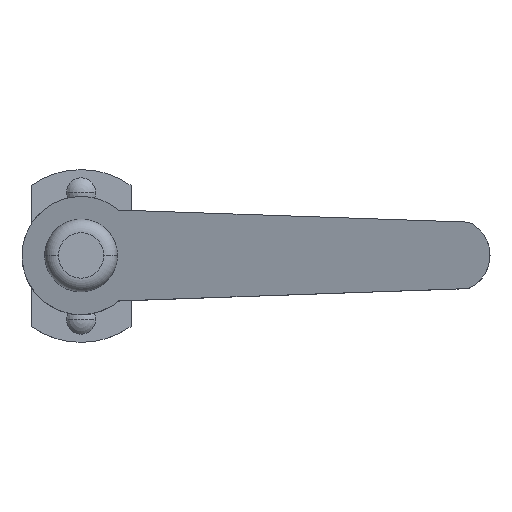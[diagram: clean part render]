
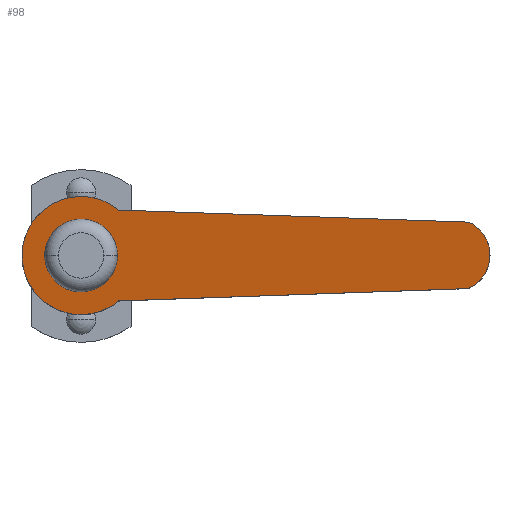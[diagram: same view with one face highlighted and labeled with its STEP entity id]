
A CAD part, top view. The second image highlights one B-rep face of the part: STEP entity #98.
In plain terms, the highlighted planar face has unit normal (-0.259, 0, 0.966).
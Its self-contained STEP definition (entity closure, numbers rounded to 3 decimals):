
#98=ADVANCED_FACE('',(#217,#218),#219,.T.);
#217=FACE_OUTER_BOUND('',#362,.T.);
#218=FACE_BOUND('',#363,.T.);
#219=PLANE('',#364);
#362=EDGE_LOOP('',(#577,#578,#579,#580,#581,#582));
#363=EDGE_LOOP('',(#583,#584,#585,#586));
#364=AXIS2_PLACEMENT_3D('',#587,#588,#589);
#577=ORIENTED_EDGE('',*,*,#905,.T.);
#578=ORIENTED_EDGE('',*,*,#906,.T.);
#579=ORIENTED_EDGE('',*,*,#907,.T.);
#580=ORIENTED_EDGE('',*,*,#874,.T.);
#581=ORIENTED_EDGE('',*,*,#908,.T.);
#582=ORIENTED_EDGE('',*,*,#909,.T.);
#583=ORIENTED_EDGE('',*,*,#894,.F.);
#584=ORIENTED_EDGE('',*,*,#910,.T.);
#585=ORIENTED_EDGE('',*,*,#888,.T.);
#586=ORIENTED_EDGE('',*,*,#911,.F.);
#587=CARTESIAN_POINT('',(-8.5,-7.5,19.665));
#588=DIRECTION('',(-0.259,0.0,0.966));
#589=DIRECTION('',(0.0,-1.0,0.0));
#874=EDGE_CURVE('',#1047,#1051,#1053,.T.);
#888=EDGE_CURVE('',#1071,#1073,#1075,.F.);
#894=EDGE_CURVE('',#1083,#1078,#1085,.T.);
#905=EDGE_CURVE('',#1101,#1102,#1103,.T.);
#906=EDGE_CURVE('',#1102,#1104,#1105,.F.);
#907=EDGE_CURVE('',#1104,#1047,#1106,.T.);
#908=EDGE_CURVE('',#1051,#1107,#1108,.T.);
#909=EDGE_CURVE('',#1107,#1101,#1109,.F.);
#910=EDGE_CURVE('',#1083,#1071,#1110,.F.);
#911=EDGE_CURVE('',#1078,#1073,#1111,.T.);
#1047=VERTEX_POINT('',#1314);
#1051=VERTEX_POINT('',#1319);
#1053=ELLIPSE('',#1322,6.729,6.5);
#1071=VERTEX_POINT('',#1426);
#1073=VERTEX_POINT('',#1429);
#1075=ELLIPSE('',#1431,4.141,4.0);
#1078=VERTEX_POINT('',#1434);
#1083=VERTEX_POINT('',#1439);
#1085=B_SPLINE_CURVE_WITH_KNOTS('',3,(#1441,#1442,#1443,#1444,#1445,#1446,#1447,#1448,#1449,#1450,#1451,#1452,#1453,#1454,#1455,#1456,#1457,#1458,#1459,#1460,#1461,#1462,#1463),.UNSPECIFIED.,.F.,.F.,(4,2,2,2,2,3,2,2,2,2,4),(-2.279,-1.887,-1.415,-0.943,-0.472,0.0,0.472,0.943,1.415,1.887,2.279),.UNSPECIFIED.);
#1101=VERTEX_POINT('',#1481);
#1102=VERTEX_POINT('',#1482);
#1103=ELLIPSE('',#1483,4.141,4.0);
#1104=VERTEX_POINT('',#1484);
#1105=LINE('',#1485,#1486);
#1106=ELLIPSE('',#1487,6.729,6.5);
#1107=VERTEX_POINT('',#1488);
#1108=ELLIPSE('',#1489,6.729,6.5);
#1109=LINE('',#1490,#1491);
#1110=ELLIPSE('',#1492,4.141,4.0);
#1111=B_SPLINE_CURVE_WITH_KNOTS('',3,(#1493,#1494,#1495,#1496,#1497,#1498,#1499,#1500,#1501,#1502,#1503,#1504,#1505,#1506,#1507,#1508,#1509,#1510,#1511,#1512,#1513,#1514,#1515),.UNSPECIFIED.,.F.,.F.,(4,2,2,2,2,3,2,2,2,2,4),(-2.279,-1.887,-1.415,-0.943,-0.472,0.0,0.472,0.943,1.415,1.887,2.279),.UNSPECIFIED.);
#1314=CARTESIAN_POINT('',(0.,6.5,21.943));
#1319=CARTESIAN_POINT('',(0.,-6.5,21.943));
#1322=AXIS2_PLACEMENT_3D('',#1801,#1802,#1803);
#1426=CARTESIAN_POINT('',(-4.0,0.,20.871));
#1429=CARTESIAN_POINT('',(3.946,0.652,23.0));
#1431=AXIS2_PLACEMENT_3D('',#1823,#1824,#1825);
#1434=CARTESIAN_POINT('',(4.,0.,23.014));
#1439=CARTESIAN_POINT('',(3.946,-0.652,23.0));
#1441=CARTESIAN_POINT('',(3.292,-2.254,22.825));
#1442=CARTESIAN_POINT('',(3.374,-2.139,22.847));
#1443=CARTESIAN_POINT('',(3.449,-2.018,22.867));
#1444=CARTESIAN_POINT('',(3.588,-1.768,22.904));
#1445=CARTESIAN_POINT('',(3.659,-1.621,22.923));
#1446=CARTESIAN_POINT('',(3.782,-1.312,22.956));
#1447=CARTESIAN_POINT('',(3.835,-1.15,22.97));
#1448=CARTESIAN_POINT('',(3.919,-0.821,22.993));
#1449=CARTESIAN_POINT('',(3.95,-0.653,23.001));
#1450=CARTESIAN_POINT('',(3.991,-0.321,23.012));
#1451=CARTESIAN_POINT('',(4.,-0.157,23.014));
#1452=CARTESIAN_POINT('',(4.,0.0,23.014));
#1453=CARTESIAN_POINT('',(4.,0.157,23.014));
#1454=CARTESIAN_POINT('',(3.991,0.321,23.012));
#1455=CARTESIAN_POINT('',(3.95,0.653,23.001));
#1456=CARTESIAN_POINT('',(3.919,0.821,22.993));
#1457=CARTESIAN_POINT('',(3.835,1.15,22.97));
#1458=CARTESIAN_POINT('',(3.782,1.312,22.956));
#1459=CARTESIAN_POINT('',(3.659,1.621,22.923));
#1460=CARTESIAN_POINT('',(3.588,1.768,22.904));
#1461=CARTESIAN_POINT('',(3.449,2.018,22.867));
#1462=CARTESIAN_POINT('',(3.374,2.139,22.847));
#1463=CARTESIAN_POINT('',(3.292,2.254,22.825));
#1481=CARTESIAN_POINT('',(42.621,-3.657,33.363));
#1482=CARTESIAN_POINT('',(42.621,3.657,33.363));
#1483=AXIS2_PLACEMENT_3D('',#1855,#1856,#1857);
#1484=CARTESIAN_POINT('',(4.153,5.0,23.055));
#1485=CARTESIAN_POINT('',(17.789,4.524,26.709));
#1486=VECTOR('',#1858,1.0);
#1487=AXIS2_PLACEMENT_3D('',#1859,#1860,#1861);
#1488=CARTESIAN_POINT('',(4.153,-5.0,23.055));
#1489=AXIS2_PLACEMENT_3D('',#1862,#1863,#1864);
#1490=CARTESIAN_POINT('',(-0.403,-5.159,21.834));
#1491=VECTOR('',#1865,1.0);
#1492=AXIS2_PLACEMENT_3D('',#1866,#1867,#1868);
#1493=CARTESIAN_POINT('',(3.292,-2.254,22.825));
#1494=CARTESIAN_POINT('',(3.374,-2.139,22.847));
#1495=CARTESIAN_POINT('',(3.449,-2.018,22.867));
#1496=CARTESIAN_POINT('',(3.588,-1.768,22.904));
#1497=CARTESIAN_POINT('',(3.659,-1.621,22.923));
#1498=CARTESIAN_POINT('',(3.782,-1.312,22.956));
#1499=CARTESIAN_POINT('',(3.835,-1.15,22.97));
#1500=CARTESIAN_POINT('',(3.919,-0.821,22.993));
#1501=CARTESIAN_POINT('',(3.95,-0.653,23.001));
#1502=CARTESIAN_POINT('',(3.991,-0.321,23.012));
#1503=CARTESIAN_POINT('',(4.,-0.157,23.014));
#1504=CARTESIAN_POINT('',(4.,0.0,23.014));
#1505=CARTESIAN_POINT('',(4.,0.157,23.014));
#1506=CARTESIAN_POINT('',(3.991,0.321,23.012));
#1507=CARTESIAN_POINT('',(3.95,0.653,23.001));
#1508=CARTESIAN_POINT('',(3.919,0.821,22.993));
#1509=CARTESIAN_POINT('',(3.835,1.15,22.97));
#1510=CARTESIAN_POINT('',(3.782,1.312,22.956));
#1511=CARTESIAN_POINT('',(3.659,1.621,22.923));
#1512=CARTESIAN_POINT('',(3.588,1.768,22.904));
#1513=CARTESIAN_POINT('',(3.449,2.018,22.867));
#1514=CARTESIAN_POINT('',(3.374,2.139,22.847));
#1515=CARTESIAN_POINT('',(3.292,2.254,22.825));
#1801=CARTESIAN_POINT('',(0.0,0.0,21.943));
#1802=DIRECTION('',(-0.259,0.0,0.966));
#1803=DIRECTION('',(0.966,0.0,0.259));
#1823=CARTESIAN_POINT('',(0.,0.0,21.943));
#1824=DIRECTION('',(-0.259,0.0,0.966));
#1825=DIRECTION('',(0.966,0.0,0.259));
#1855=CARTESIAN_POINT('',(41.0,0.,32.928));
#1856=DIRECTION('',(-0.259,0.0,0.966));
#1857=DIRECTION('',(0.966,0.0,0.259));
#1858=DIRECTION('',(0.965,-0.034,0.259));
#1859=CARTESIAN_POINT('',(0.0,0.0,21.943));
#1860=DIRECTION('',(-0.259,0.0,0.966));
#1861=DIRECTION('',(0.966,0.0,0.259));
#1862=CARTESIAN_POINT('',(0.0,0.0,21.943));
#1863=DIRECTION('',(-0.259,0.0,0.966));
#1864=DIRECTION('',(0.966,0.0,0.259));
#1865=DIRECTION('',(-0.965,-0.034,-0.259));
#1866=CARTESIAN_POINT('',(0.,0.0,21.943));
#1867=DIRECTION('',(-0.259,0.0,0.966));
#1868=DIRECTION('',(0.966,0.0,0.259));
